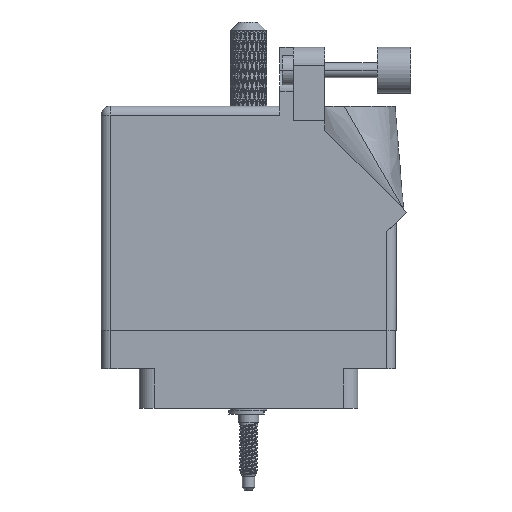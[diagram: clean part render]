
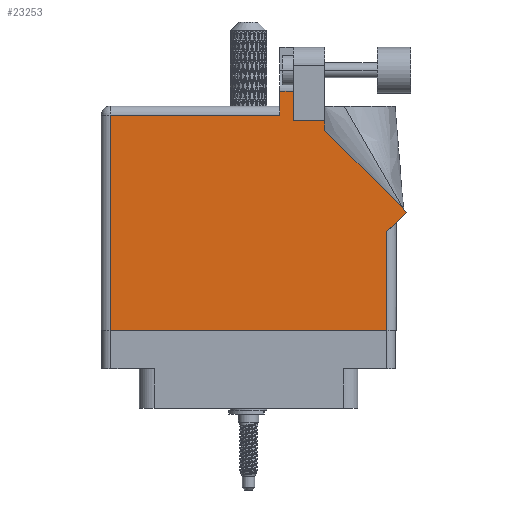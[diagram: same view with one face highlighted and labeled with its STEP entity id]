
A CAD part, front view. The second image highlights one B-rep face of the part: STEP entity #23253.
In plain terms, the highlighted face is planar.
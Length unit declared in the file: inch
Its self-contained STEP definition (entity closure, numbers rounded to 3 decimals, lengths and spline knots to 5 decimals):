
#504 = EDGE_CURVE ( 'NONE', #5240, #32022, #51963, .T. ) ;
#2044 = VECTOR ( 'NONE', #33620, 39.37008 ) ;
#3434 = CARTESIAN_POINT ( 'NONE',  ( 1.64177, 1.6315, 0. ) ) ;
#3486 = LINE ( 'NONE', #92786, #93878 ) ;
#3790 = DIRECTION ( 'NONE',  ( -1., 0., 0. ) ) ;
#4163 = LINE ( 'NONE', #15992, #56645 ) ;
#5240 = VERTEX_POINT ( 'NONE', #98229 ) ;
#7936 = AXIS2_PLACEMENT_3D ( 'NONE', #34605, #89278, #10034 ) ;
#8081 = ORIENTED_EDGE ( 'NONE', *, *, #18128, .T. ) ;
#8505 = EDGE_CURVE ( 'NONE', #30381, #12631, #97609, .T. ) ;
#9656 = LINE ( 'NONE', #86376, #54881 ) ;
#10034 = DIRECTION ( 'NONE',  ( -1., 0., 0. ) ) ;
#12631 = VERTEX_POINT ( 'NONE', #45276 ) ;
#12824 = CARTESIAN_POINT ( 'NONE',  ( 1.524, 1.36442, 0. ) ) ;
#14579 = ORIENTED_EDGE ( 'NONE', *, *, #504, .T. ) ;
#15406 = CARTESIAN_POINT ( 'NONE',  ( 1.524, 1.43, 0. ) ) ;
#15992 = CARTESIAN_POINT ( 'NONE',  ( 0., 1.468, 0. ) ) ;
#18128 = EDGE_CURVE ( 'NONE', #32022, #64539, #46363, .T. ) ;
#21318 = EDGE_CURVE ( 'NONE', #96281, #64395, #63088, .T. ) ;
#23253 = ADVANCED_FACE ( 'NONE', ( #59275 ), #40078, .F. ) ;
#23963 = CARTESIAN_POINT ( 'NONE',  ( 2.08071, 0.80771, 0. ) ) ;
#25245 = EDGE_CURVE ( 'NONE', #60927, #78407, #4163, .T. ) ;
#25447 = DIRECTION ( 'NONE',  ( 1., 0., 0. ) ) ;
#27463 = CARTESIAN_POINT ( 'NONE',  ( 1.217, 1.53, 0. ) ) ;
#28858 = LINE ( 'NONE', #80441, #2044 ) ;
#30381 = VERTEX_POINT ( 'NONE', #88934 ) ;
#32022 = VERTEX_POINT ( 'NONE', #92208 ) ;
#33620 = DIRECTION ( 'NONE',  ( 0., 1., 0. ) ) ;
#33675 = LINE ( 'NONE', #50258, #60604 ) ;
#34605 = CARTESIAN_POINT ( 'NONE',  ( 0., 1.53, 0. ) ) ;
#35529 = CARTESIAN_POINT ( 'NONE',  ( 1.948, 0.675, 0. ) ) ;
#35556 = ORIENTED_EDGE ( 'NONE', *, *, #59580, .T. ) ;
#35622 = CARTESIAN_POINT ( 'NONE',  ( 1.217, 1.468, 0. ) ) ;
#35804 = ORIENTED_EDGE ( 'NONE', *, *, #70860, .T. ) ;
#37063 = DIRECTION ( 'NONE',  ( 0., 1., 0. ) ) ;
#37402 = CARTESIAN_POINT ( 'NONE',  ( 1.311, 1.6315, 0. ) ) ;
#39541 = DIRECTION ( 'NONE',  ( 0., -1., 0. ) ) ;
#40078 = PLANE ( 'NONE',  #7936 ) ;
#40137 = CARTESIAN_POINT ( 'NONE',  ( 0., 0., 0. ) ) ;
#45062 = ORIENTED_EDGE ( 'NONE', *, *, #59178, .T. ) ;
#45276 = CARTESIAN_POINT ( 'NONE',  ( 1.948, 0., 0. ) ) ;
#46119 = CARTESIAN_POINT ( 'NONE',  ( 0.062, 1.468, 0. ) ) ;
#46363 = LINE ( 'NONE', #15406, #92864 ) ;
#50258 = CARTESIAN_POINT ( 'NONE',  ( 2.08071, 0.80771, 0. ) ) ;
#51963 = LINE ( 'NONE', #12824, #71412 ) ;
#53861 = ORIENTED_EDGE ( 'NONE', *, *, #96183, .T. ) ;
#54881 = VECTOR ( 'NONE', #39541, 39.37008 ) ;
#55090 = DIRECTION ( 'NONE',  ( -1., 0., 0. ) ) ;
#56645 = VECTOR ( 'NONE', #70664, 39.37008 ) ;
#57327 = CARTESIAN_POINT ( 'NONE',  ( 2.01, 0.737, 0. ) ) ;
#58522 = VECTOR ( 'NONE', #25447, 39.37008 ) ;
#59178 = EDGE_CURVE ( 'NONE', #63158, #90651, #83604, .T. ) ;
#59275 = FACE_OUTER_BOUND ( 'NONE', #87457, .T. ) ;
#59496 = VECTOR ( 'NONE', #3790, 39.37008 ) ;
#59580 = EDGE_CURVE ( 'NONE', #64395, #60927, #82328, .T. ) ;
#59984 = ORIENTED_EDGE ( 'NONE', *, *, #8505, .T. ) ;
#60410 = VECTOR ( 'NONE', #97517, 39.37008 ) ;
#60604 = VECTOR ( 'NONE', #97435, 39.37008 ) ;
#60805 = ORIENTED_EDGE ( 'NONE', *, *, #71890, .T. ) ;
#60927 = VERTEX_POINT ( 'NONE', #35622 ) ;
#63088 = LINE ( 'NONE', #3434, #59496 ) ;
#63158 = VERTEX_POINT ( 'NONE', #35529 ) ;
#64289 = ORIENTED_EDGE ( 'NONE', *, *, #25245, .T. ) ;
#64395 = VERTEX_POINT ( 'NONE', #81657 ) ;
#64539 = VERTEX_POINT ( 'NONE', #71160 ) ;
#65190 = DIRECTION ( 'NONE',  ( 0.707, 0.707, 0. ) ) ;
#70664 = DIRECTION ( 'NONE',  ( -1., 0., 0. ) ) ;
#70860 = EDGE_CURVE ( 'NONE', #90651, #5240, #33675, .T. ) ;
#71160 = CARTESIAN_POINT ( 'NONE',  ( 1.311, 1.43, 0. ) ) ;
#71412 = VECTOR ( 'NONE', #74666, 39.37008 ) ;
#71890 = EDGE_CURVE ( 'NONE', #64539, #96281, #28858, .T. ) ;
#74666 = DIRECTION ( 'NONE',  ( 0., 1., 0. ) ) ;
#78407 = VERTEX_POINT ( 'NONE', #46119 ) ;
#79509 = ORIENTED_EDGE ( 'NONE', *, *, #21318, .T. ) ;
#80441 = CARTESIAN_POINT ( 'NONE',  ( 1.311, 1.43, 0. ) ) ;
#81657 = CARTESIAN_POINT ( 'NONE',  ( 1.217, 1.6315, 0. ) ) ;
#82328 = LINE ( 'NONE', #27463, #60410 ) ;
#83604 = LINE ( 'NONE', #57327, #87224 ) ;
#86376 = CARTESIAN_POINT ( 'NONE',  ( 0.062, 0., 0. ) ) ;
#87224 = VECTOR ( 'NONE', #65190, 39.37008 ) ;
#87457 = EDGE_LOOP ( 'NONE', ( #60805, #79509, #35556, #64289, #101366, #59984, #53861, #45062, #35804, #14579, #8081 ) ) ;
#88934 = CARTESIAN_POINT ( 'NONE',  ( 0.062, 0., 0. ) ) ;
#89278 = DIRECTION ( 'NONE',  ( 0., 0., -1. ) ) ;
#90651 = VERTEX_POINT ( 'NONE', #23963 ) ;
#92208 = CARTESIAN_POINT ( 'NONE',  ( 1.524, 1.43, 0. ) ) ;
#92786 = CARTESIAN_POINT ( 'NONE',  ( 1.948, 0.737, 0. ) ) ;
#92864 = VECTOR ( 'NONE', #55090, 39.37008 ) ;
#93878 = VECTOR ( 'NONE', #37063, 39.37008 ) ;
#96183 = EDGE_CURVE ( 'NONE', #12631, #63158, #3486, .T. ) ;
#96281 = VERTEX_POINT ( 'NONE', #37402 ) ;
#97435 = DIRECTION ( 'NONE',  ( -0.707, 0.707, 0. ) ) ;
#97517 = DIRECTION ( 'NONE',  ( 0., -1., 0. ) ) ;
#97609 = LINE ( 'NONE', #40137, #58522 ) ;
#98229 = CARTESIAN_POINT ( 'NONE',  ( 1.524, 1.36442, 0. ) ) ;
#99381 = EDGE_CURVE ( 'NONE', #78407, #30381, #9656, .T. ) ;
#101366 = ORIENTED_EDGE ( 'NONE', *, *, #99381, .T. ) ;
